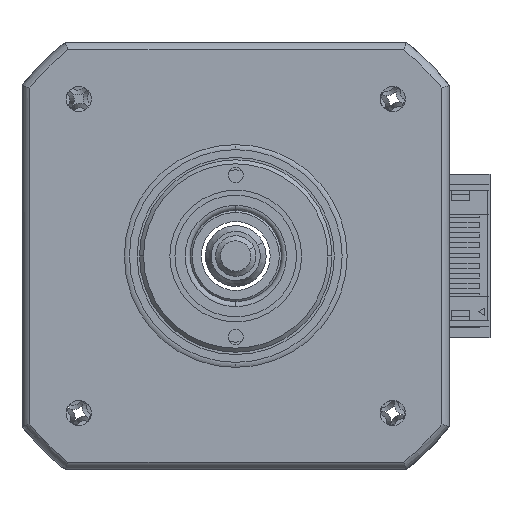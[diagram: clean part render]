
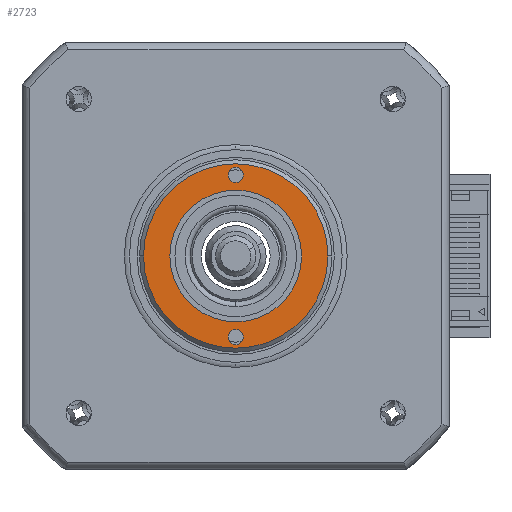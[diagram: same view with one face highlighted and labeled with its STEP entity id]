
A CAD part, left-side view. The second image highlights one B-rep face of the part: STEP entity #2723.
In plain terms, the highlighted planar face has unit normal (-1, 0, 0).
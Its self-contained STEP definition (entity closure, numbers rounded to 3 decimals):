
#472 = DIRECTION ( 'NONE',  ( 0., -1., 0. ) ) ;
#805 = EDGE_CURVE ( 'NONE', #6345, #6339, #6318, .T. ) ;
#1055 = EDGE_LOOP ( 'NONE', ( #10487, #7536 ) ) ;
#1266 = CIRCLE ( 'NONE', #6201, 0.75 ) ;
#1689 = ORIENTED_EDGE ( 'NONE', *, *, #8172, .T. ) ;
#1991 = VERTEX_POINT ( 'NONE', #3929 ) ;
#2072 = FACE_BOUND ( 'NONE', #9977, .T. ) ;
#2347 = CARTESIAN_POINT ( 'NONE',  ( -33.923, 4.472, 48.3 ) ) ;
#2720 = CARTESIAN_POINT ( 'NONE',  ( -33.923, 4.472, 56.3 ) ) ;
#2723 = ADVANCED_FACE ( 'NONE', ( #8548, #9096, #2072, #10850 ), #2779, .F. ) ;
#2768 = CIRCLE ( 'NONE', #8391, 9.1 ) ;
#2779 = PLANE ( 'NONE',  #8184 ) ;
#3041 = ORIENTED_EDGE ( 'NONE', *, *, #6177, .F. ) ;
#3067 = DIRECTION ( 'NONE',  ( 1., 0., 0. ) ) ;
#3185 = DIRECTION ( 'NONE',  ( 0., 1., 0. ) ) ;
#3395 = DIRECTION ( 'NONE',  ( -1., 0., 0. ) ) ;
#3517 = DIRECTION ( 'NONE',  ( 0., 1., 0. ) ) ;
#3559 = DIRECTION ( 'NONE',  ( 0., -1., 0. ) ) ;
#3680 = CIRCLE ( 'NONE', #4995, 0.75 ) ;
#3929 = CARTESIAN_POINT ( 'NONE',  ( -33.923, 5.222, 40.3 ) ) ;
#3955 = DIRECTION ( 'NONE',  ( -1., 0., 0. ) ) ;
#4012 = CARTESIAN_POINT ( 'NONE',  ( -33.923, 5.222, 56.3 ) ) ;
#4047 = DIRECTION ( 'NONE',  ( -1., 0., 0. ) ) ;
#4060 = CARTESIAN_POINT ( 'NONE',  ( -33.923, 4.472, 48.3 ) ) ;
#4217 = EDGE_CURVE ( 'NONE', #6160, #6344, #9069, .T. ) ;
#4377 = CARTESIAN_POINT ( 'NONE',  ( -33.923, 10.972, 48.3 ) ) ;
#4429 = EDGE_CURVE ( 'NONE', #6097, #7526, #9465, .T. ) ;
#4668 = DIRECTION ( 'NONE',  ( -1., 0., 0. ) ) ;
#4767 = AXIS2_PLACEMENT_3D ( 'NONE', #2347, #8249, #3185 ) ;
#4842 = EDGE_LOOP ( 'NONE', ( #8256, #1689 ) ) ;
#4857 = ORIENTED_EDGE ( 'NONE', *, *, #9616, .F. ) ;
#4995 = AXIS2_PLACEMENT_3D ( 'NONE', #9151, #4047, #10031 ) ;
#5132 = AXIS2_PLACEMENT_3D ( 'NONE', #2720, #8646, #3559 ) ;
#5224 = CARTESIAN_POINT ( 'NONE',  ( -33.923, -2.028, 48.3 ) ) ;
#5516 = DIRECTION ( 'NONE',  ( -1., 0., 0. ) ) ;
#5927 = ORIENTED_EDGE ( 'NONE', *, *, #8778, .F. ) ;
#6039 = EDGE_CURVE ( 'NONE', #7526, #6097, #2768, .T. ) ;
#6097 = VERTEX_POINT ( 'NONE', #8546 ) ;
#6160 = VERTEX_POINT ( 'NONE', #4012 ) ;
#6177 = EDGE_CURVE ( 'NONE', #6711, #1991, #3680, .T. ) ;
#6201 = AXIS2_PLACEMENT_3D ( 'NONE', #9051, #3955, #9931 ) ;
#6318 = CIRCLE ( 'NONE', #8340, 6.5 ) ;
#6339 = VERTEX_POINT ( 'NONE', #4377 ) ;
#6344 = VERTEX_POINT ( 'NONE', #10357 ) ;
#6345 = VERTEX_POINT ( 'NONE', #5224 ) ;
#6711 = VERTEX_POINT ( 'NONE', #8341 ) ;
#6923 = CIRCLE ( 'NONE', #7640, 0.75 ) ;
#7172 = CARTESIAN_POINT ( 'NONE',  ( -33.923, 13.572, 48.3 ) ) ;
#7526 = VERTEX_POINT ( 'NONE', #7172 ) ;
#7536 = ORIENTED_EDGE ( 'NONE', *, *, #4429, .T. ) ;
#7640 = AXIS2_PLACEMENT_3D ( 'NONE', #10664, #5516, #472 ) ;
#7887 = CARTESIAN_POINT ( 'NONE',  ( -33.923, 4.472, 48.3 ) ) ;
#8172 = EDGE_CURVE ( 'NONE', #6339, #6345, #10585, .T. ) ;
#8184 = AXIS2_PLACEMENT_3D ( 'NONE', #4060, #3067, #3517 ) ;
#8249 = DIRECTION ( 'NONE',  ( 1., 0., 0. ) ) ;
#8256 = ORIENTED_EDGE ( 'NONE', *, *, #805, .T. ) ;
#8340 = AXIS2_PLACEMENT_3D ( 'NONE', #7887, #10892, #10788 ) ;
#8341 = CARTESIAN_POINT ( 'NONE',  ( -33.923, 3.722, 40.3 ) ) ;
#8391 = AXIS2_PLACEMENT_3D ( 'NONE', #8476, #3395, #9346 ) ;
#8476 = CARTESIAN_POINT ( 'NONE',  ( -33.923, 4.472, 48.3 ) ) ;
#8546 = CARTESIAN_POINT ( 'NONE',  ( -33.923, -4.628, 48.3 ) ) ;
#8548 = FACE_OUTER_BOUND ( 'NONE', #1055, .T. ) ;
#8646 = DIRECTION ( 'NONE',  ( -1., 0., 0. ) ) ;
#8778 = EDGE_CURVE ( 'NONE', #6344, #6160, #1266, .T. ) ;
#9051 = CARTESIAN_POINT ( 'NONE',  ( -33.923, 4.472, 56.3 ) ) ;
#9069 = CIRCLE ( 'NONE', #5132, 0.75 ) ;
#9096 = FACE_BOUND ( 'NONE', #10039, .T. ) ;
#9151 = CARTESIAN_POINT ( 'NONE',  ( -33.923, 4.472, 40.3 ) ) ;
#9346 = DIRECTION ( 'NONE',  ( 0., 1., 0. ) ) ;
#9465 = CIRCLE ( 'NONE', #10729, 9.1 ) ;
#9616 = EDGE_CURVE ( 'NONE', #1991, #6711, #6923, .T. ) ;
#9789 = CARTESIAN_POINT ( 'NONE',  ( -33.923, 4.472, 48.3 ) ) ;
#9931 = DIRECTION ( 'NONE',  ( 0., -1., 0. ) ) ;
#9977 = EDGE_LOOP ( 'NONE', ( #5927, #10947 ) ) ;
#10031 = DIRECTION ( 'NONE',  ( 0., -1., 0. ) ) ;
#10039 = EDGE_LOOP ( 'NONE', ( #3041, #4857 ) ) ;
#10357 = CARTESIAN_POINT ( 'NONE',  ( -33.923, 3.722, 56.3 ) ) ;
#10487 = ORIENTED_EDGE ( 'NONE', *, *, #6039, .T. ) ;
#10585 = CIRCLE ( 'NONE', #4767, 6.5 ) ;
#10655 = DIRECTION ( 'NONE',  ( 0., 1., 0. ) ) ;
#10664 = CARTESIAN_POINT ( 'NONE',  ( -33.923, 4.472, 40.3 ) ) ;
#10729 = AXIS2_PLACEMENT_3D ( 'NONE', #9789, #4668, #10655 ) ;
#10788 = DIRECTION ( 'NONE',  ( 0., 1., 0. ) ) ;
#10850 = FACE_BOUND ( 'NONE', #4842, .T. ) ;
#10892 = DIRECTION ( 'NONE',  ( 1., 0., 0. ) ) ;
#10947 = ORIENTED_EDGE ( 'NONE', *, *, #4217, .F. ) ;
